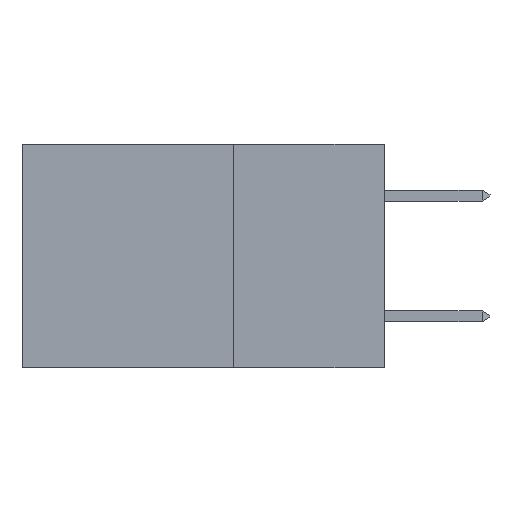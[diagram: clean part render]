
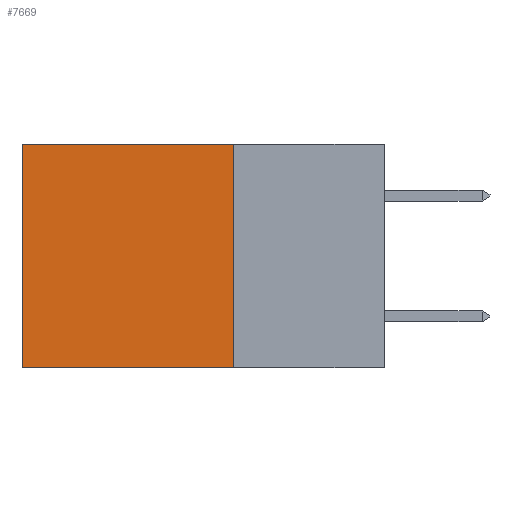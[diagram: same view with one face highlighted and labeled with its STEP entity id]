
A CAD part, left-side view. The second image highlights one B-rep face of the part: STEP entity #7669.
In plain terms, the highlighted planar face has unit normal (-1, 0, 0).
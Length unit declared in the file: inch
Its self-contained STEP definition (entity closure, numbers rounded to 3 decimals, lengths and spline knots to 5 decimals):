
#554 = LINE ( 'NONE', #3578, #3299 ) ;
#1460 = FACE_OUTER_BOUND ( 'NONE', #17264, .T. ) ;
#2090 = CARTESIAN_POINT ( 'NONE',  ( 0.2875, 0.25, 0. ) ) ;
#2214 = VECTOR ( 'NONE', #17282, 39.37008 ) ;
#2254 = DIRECTION ( 'NONE',  ( 0., 1., 0. ) ) ;
#2403 = CARTESIAN_POINT ( 'NONE',  ( 0.2875, 0.6, 0. ) ) ;
#3261 = DIRECTION ( 'NONE',  ( 0., 0., -1. ) ) ;
#3299 = VECTOR ( 'NONE', #2254, 39.37008 ) ;
#3578 = CARTESIAN_POINT ( 'NONE',  ( 0.2875, 0.25, -0.37 ) ) ;
#3877 = EDGE_CURVE ( 'NONE', #11238, #10860, #554, .T. ) ;
#4151 = EDGE_CURVE ( 'NONE', #4460, #7480, #16482, .T. ) ;
#4422 = CARTESIAN_POINT ( 'NONE',  ( 0.2875, 0.25, -0.37 ) ) ;
#4460 = VERTEX_POINT ( 'NONE', #4921 ) ;
#4921 = CARTESIAN_POINT ( 'NONE',  ( 0.2875, 0.25, 0. ) ) ;
#5911 = CARTESIAN_POINT ( 'NONE',  ( 0.2875, 0.6, -0.37 ) ) ;
#6466 = VECTOR ( 'NONE', #3261, 39.37008 ) ;
#6725 = ORIENTED_EDGE ( 'NONE', *, *, #3877, .F. ) ;
#6987 = CARTESIAN_POINT ( 'NONE',  ( 0.2875, 0.6, 0. ) ) ;
#7480 = VERTEX_POINT ( 'NONE', #6987 ) ;
#7669 = ADVANCED_FACE ( 'NONE', ( #1460 ), #10555, .F. ) ;
#8402 = AXIS2_PLACEMENT_3D ( 'NONE', #17203, #11927, #9141 ) ;
#9141 = DIRECTION ( 'NONE',  ( 0., 0., -1. ) ) ;
#9867 = ORIENTED_EDGE ( 'NONE', *, *, #14892, .T. ) ;
#10555 = PLANE ( 'NONE',  #8402 ) ;
#10699 = ORIENTED_EDGE ( 'NONE', *, *, #16832, .F. ) ;
#10781 = CARTESIAN_POINT ( 'NONE',  ( 0.2875, 0.25, 0. ) ) ;
#10860 = VERTEX_POINT ( 'NONE', #5911 ) ;
#11238 = VERTEX_POINT ( 'NONE', #4422 ) ;
#11907 = LINE ( 'NONE', #10781, #6466 ) ;
#11927 = DIRECTION ( 'NONE',  ( 1., 0., 0. ) ) ;
#13586 = ORIENTED_EDGE ( 'NONE', *, *, #4151, .T. ) ;
#13613 = LINE ( 'NONE', #2403, #16766 ) ;
#14892 = EDGE_CURVE ( 'NONE', #7480, #10860, #13613, .T. ) ;
#16482 = LINE ( 'NONE', #2090, #2214 ) ;
#16766 = VECTOR ( 'NONE', #17196, 39.37008 ) ;
#16832 = EDGE_CURVE ( 'NONE', #4460, #11238, #11907, .T. ) ;
#17196 = DIRECTION ( 'NONE',  ( 0., 0., -1. ) ) ;
#17203 = CARTESIAN_POINT ( 'NONE',  ( 0.2875, 0.25, 0. ) ) ;
#17264 = EDGE_LOOP ( 'NONE', ( #9867, #6725, #10699, #13586 ) ) ;
#17282 = DIRECTION ( 'NONE',  ( 0., 1., 0. ) ) ;
